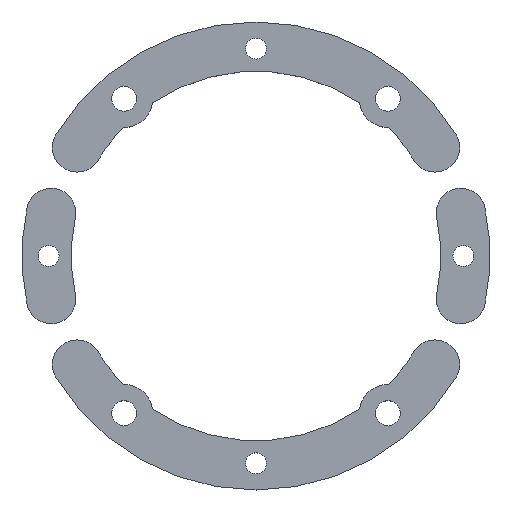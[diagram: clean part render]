
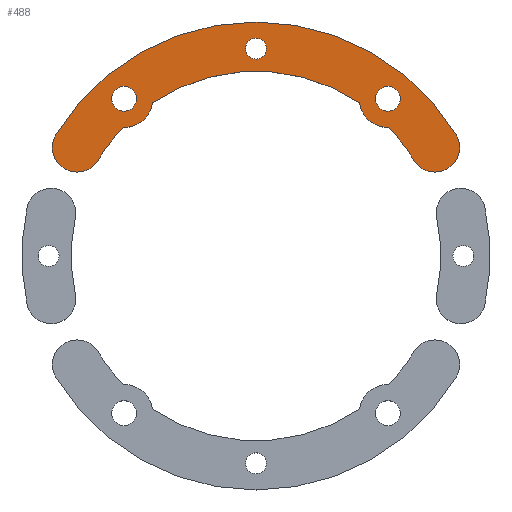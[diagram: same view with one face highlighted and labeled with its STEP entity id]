
A CAD part, top view. The second image highlights one B-rep face of the part: STEP entity #488.
In plain terms, the highlighted planar face has unit normal (0, 0, 1).
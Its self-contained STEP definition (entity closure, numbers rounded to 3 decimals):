
#22=CARTESIAN_POINT('',(0.,0.,2.));
#23=DIRECTION('',(0.,0.,-1.));
#24=DIRECTION('',(0.718,0.696,0.));
#25=AXIS2_PLACEMENT_3D('',#22,#23,#24);
#31=CARTESIAN_POINT('',(0.,0.,2.));
#32=DIRECTION('',(0.,0.,-1.));
#33=DIRECTION('',(-0.855,0.518,0.));
#34=AXIS2_PLACEMENT_3D('',#31,#32,#33);
#113=CARTESIAN_POINT('',(0.,50.5,2.));
#114=DIRECTION('',(0.,0.,-1.));
#115=DIRECTION('',(1.,0.,0.));
#116=AXIS2_PLACEMENT_3D('',#113,#114,#115);
#118=CARTESIAN_POINT('',(0.,50.5,2.));
#119=DIRECTION('',(0.,0.,-1.));
#120=DIRECTION('',(-1.,0.,0.));
#121=AXIS2_PLACEMENT_3D('',#118,#119,#120);
#123=CARTESIAN_POINT('',(-32.139,38.302,2.));
#124=DIRECTION('',(0.,0.,1.));
#125=DIRECTION('',(1.,0.,0.));
#126=AXIS2_PLACEMENT_3D('',#123,#124,#125);
#128=CARTESIAN_POINT('',(-32.139,38.302,2.));
#129=DIRECTION('',(0.,0.,1.));
#130=DIRECTION('',(-1.,0.,0.));
#131=AXIS2_PLACEMENT_3D('',#128,#129,#130);
#133=CARTESIAN_POINT('',(32.139,38.302,2.));
#134=DIRECTION('',(0.,0.,1.));
#135=DIRECTION('',(1.,0.,0.));
#136=AXIS2_PLACEMENT_3D('',#133,#134,#135);
#138=CARTESIAN_POINT('',(32.139,38.302,2.));
#139=DIRECTION('',(0.,0.,1.));
#140=DIRECTION('',(-1.,0.,0.));
#141=AXIS2_PLACEMENT_3D('',#138,#139,#140);
#143=CARTESIAN_POINT('',(43.61,26.442,2.));
#144=DIRECTION('',(0.,0.,-1.));
#145=DIRECTION('',(0.855,0.518,0.));
#146=AXIS2_PLACEMENT_3D('',#143,#144,#145);
#148=CARTESIAN_POINT('',(32.139,38.302,2.));
#149=DIRECTION('',(0.,0.,1.));
#150=DIRECTION('',(-0.989,-0.147,0.));
#151=AXIS2_PLACEMENT_3D('',#148,#149,#150);
#153=CARTESIAN_POINT('',(0.,0.,2.));
#154=DIRECTION('',(0.,0.,-1.));
#155=DIRECTION('',(-0.56,0.828,0.));
#156=AXIS2_PLACEMENT_3D('',#153,#154,#155);
#158=CARTESIAN_POINT('',(-32.139,38.302,2.));
#159=DIRECTION('',(0.,0.,1.));
#160=DIRECTION('',(-0.027,-1.,0.));
#161=AXIS2_PLACEMENT_3D('',#158,#159,#160);
#163=CARTESIAN_POINT('',(-43.61,26.442,2.));
#164=DIRECTION('',(0.,0.,-1.));
#165=DIRECTION('',(0.855,-0.518,0.));
#166=AXIS2_PLACEMENT_3D('',#163,#164,#165);
#168=CARTESIAN_POINT('',(0.,0.,2.));
#169=DIRECTION('',(0.,0.,1.));
#170=DIRECTION('',(0.855,0.518,0.));
#171=AXIS2_PLACEMENT_3D('',#168,#169,#170);
#257=CARTESIAN_POINT('',(2.55,50.5,2.));
#258=CARTESIAN_POINT('',(-2.55,50.5,2.));
#259=VERTEX_POINT('',#257);
#260=VERTEX_POINT('',#258);
#261=CARTESIAN_POINT('',(-29.114,38.302,2.));
#262=CARTESIAN_POINT('',(-35.164,38.302,2.));
#263=VERTEX_POINT('',#261);
#264=VERTEX_POINT('',#262);
#265=CARTESIAN_POINT('',(35.164,38.302,2.));
#266=CARTESIAN_POINT('',(29.114,38.302,2.));
#267=VERTEX_POINT('',#265);
#268=VERTEX_POINT('',#266);
#270=CARTESIAN_POINT('',(-25.216,37.272,2.));
#272=VERTEX_POINT('',#270);
#274=CARTESIAN_POINT('',(-32.327,31.305,2.));
#276=VERTEX_POINT('',#274);
#278=CARTESIAN_POINT('',(32.327,31.305,2.));
#280=VERTEX_POINT('',#278);
#282=CARTESIAN_POINT('',(25.216,37.272,2.));
#284=VERTEX_POINT('',#282);
#289=CARTESIAN_POINT('',(38.479,23.331,2.));
#290=VERTEX_POINT('',#289);
#291=CARTESIAN_POINT('',(48.741,29.552,2.));
#292=VERTEX_POINT('',#291);
#297=CARTESIAN_POINT('',(-48.741,29.552,2.));
#298=VERTEX_POINT('',#297);
#299=CARTESIAN_POINT('',(-38.479,23.331,2.));
#300=VERTEX_POINT('',#299);
#453=CARTESIAN_POINT('',(0.,0.,2.));
#454=DIRECTION('',(0.,0.,1.));
#455=DIRECTION('',(1.,0.,0.));
#456=AXIS2_PLACEMENT_3D('',#453,#454,#455);
#457=PLANE('',#456);
#459=ORIENTED_EDGE('',*,*,#458,.T.);
#460=ORIENTED_EDGE('',*,*,#352,.F.);
#462=ORIENTED_EDGE('',*,*,#461,.F.);
#463=ORIENTED_EDGE('',*,*,#332,.F.);
#464=ORIENTED_EDGE('',*,*,#382,.F.);
#465=ORIENTED_EDGE('',*,*,#364,.F.);
#467=ORIENTED_EDGE('',*,*,#466,.T.);
#469=ORIENTED_EDGE('',*,*,#468,.F.);
#470=EDGE_LOOP('',(#459,#460,#462,#463,#464,#465,#467,#469));
#471=FACE_OUTER_BOUND('',#470,.F.);
#473=ORIENTED_EDGE('',*,*,#472,.T.);
#475=ORIENTED_EDGE('',*,*,#474,.T.);
#476=EDGE_LOOP('',(#473,#475));
#477=FACE_BOUND('',#476,.F.);
#479=ORIENTED_EDGE('',*,*,#478,.T.);
#481=ORIENTED_EDGE('',*,*,#480,.T.);
#482=EDGE_LOOP('',(#479,#481));
#483=FACE_BOUND('',#482,.F.);
#484=ORIENTED_EDGE('',*,*,#433,.F.);
#485=ORIENTED_EDGE('',*,*,#447,.F.);
#486=EDGE_LOOP('',(#484,#485));
#487=FACE_BOUND('',#486,.F.);
#488=ADVANCED_FACE('',(#471,#477,#483,#487),#457,.T.);
#26=CIRCLE('',#25,45.);
#35=CIRCLE('',#34,45.);
#117=CIRCLE('',#116,2.55);
#122=CIRCLE('',#121,2.55);
#127=CIRCLE('',#126,3.025);
#132=CIRCLE('',#131,3.025);
#137=CIRCLE('',#136,3.025);
#142=CIRCLE('',#141,3.025);
#147=CIRCLE('',#146,6.);
#152=CIRCLE('',#151,7.);
#157=CIRCLE('',#156,45.);
#162=CIRCLE('',#161,7.);
#167=CIRCLE('',#166,6.);
#172=CIRCLE('',#171,57.);
#332=EDGE_CURVE('',#272,#284,#157,.T.);
#352=EDGE_CURVE('',#280,#290,#26,.T.);
#364=EDGE_CURVE('',#300,#276,#35,.T.);
#382=EDGE_CURVE('',#276,#272,#162,.T.);
#433=EDGE_CURVE('',#259,#260,#117,.T.);
#447=EDGE_CURVE('',#260,#259,#122,.T.);
#458=EDGE_CURVE('',#292,#290,#147,.T.);
#461=EDGE_CURVE('',#284,#280,#152,.T.);
#466=EDGE_CURVE('',#300,#298,#167,.T.);
#468=EDGE_CURVE('',#292,#298,#172,.T.);
#472=EDGE_CURVE('',#263,#264,#127,.T.);
#474=EDGE_CURVE('',#264,#263,#132,.T.);
#478=EDGE_CURVE('',#267,#268,#137,.T.);
#480=EDGE_CURVE('',#268,#267,#142,.T.);
